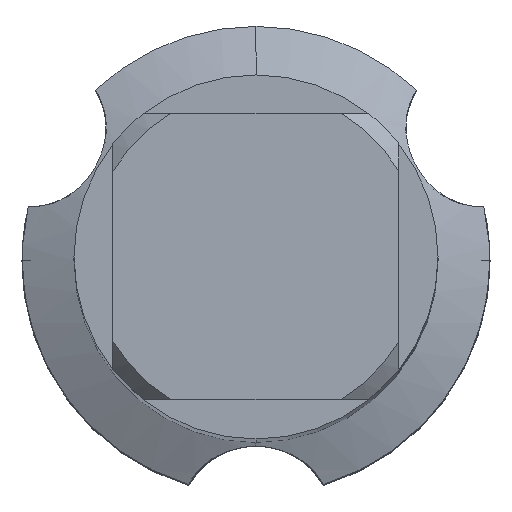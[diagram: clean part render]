
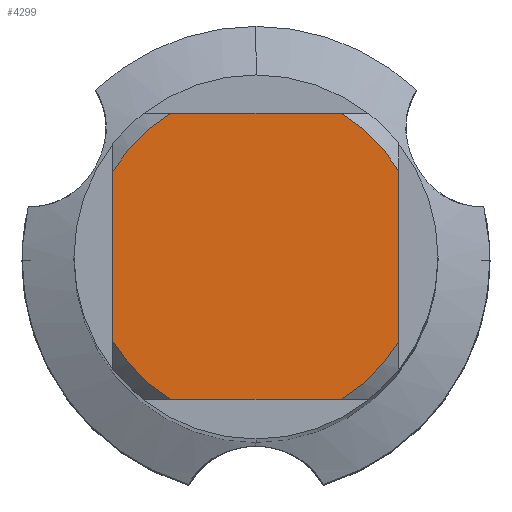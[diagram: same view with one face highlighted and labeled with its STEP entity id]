
A CAD part, top view. The second image highlights one B-rep face of the part: STEP entity #4299.
In plain terms, the highlighted planar face has unit normal (0, 0, 1).
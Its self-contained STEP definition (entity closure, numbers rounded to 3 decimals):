
#1809=VERTEX_POINT('',#5380);
#2001=EDGE_CURVE('',#1809,#3191,#5590,.T.);
#2215=EDGE_CURVE('',#3377,#3395,#5833,.T.);
#2315=EDGE_CURVE('',#1809,#3817,#5942,.T.);
#2853=VERTEX_POINT('',#6521);
#3191=VERTEX_POINT('',#6895);
#3377=VERTEX_POINT('',#7094);
#3385=EDGE_CURVE('',#5081,#3191,#7102,.T.);
#3395=VERTEX_POINT('',#7114);
#3817=VERTEX_POINT('',#7574);
#3995=VERTEX_POINT('',#7764);
#4169=EDGE_CURVE('',#3377,#3817,#7953,.T.);
#4299=ADVANCED_FACE('',(#8094),#8095,.T.);
#4569=EDGE_CURVE('',#5081,#2853,#8390,.T.);
#4921=EDGE_CURVE('',#3995,#2853,#8775,.T.);
#5081=VERTEX_POINT('',#8953);
#5199=EDGE_CURVE('',#3995,#3395,#9081,.T.);
#5380=CARTESIAN_POINT('',(-5.5,3.273,0.0));
#5590=LINE('',#9640,#9641);
#5833=CIRCLE('',#10133,6.4);
#5942=CIRCLE('',#10408,6.4);
#6521=CARTESIAN_POINT('',(3.273,-5.5,0.0));
#6895=CARTESIAN_POINT('',(-5.5,-3.273,0.0));
#7094=CARTESIAN_POINT('',(3.273,5.5,0.0));
#7102=CIRCLE('',#12769,6.4);
#7114=CARTESIAN_POINT('',(5.5,3.273,0.0));
#7574=CARTESIAN_POINT('',(-3.273,5.5,0.0));
#7764=CARTESIAN_POINT('',(5.5,-3.273,0.0));
#7953=LINE('',#14339,#14340);
#8094=FACE_OUTER_BOUND('',#14707,.T.);
#8095=PLANE('',#14708);
#8390=LINE('',#15254,#15255);
#8775=CIRCLE('',#16053,6.4);
#8953=CARTESIAN_POINT('',(-3.273,-5.5,0.0));
#9081=LINE('',#16661,#16662);
#9640=CARTESIAN_POINT('',(-5.5,1.6,0.0));
#9641=VECTOR('',#17230,1.0);
#10133=AXIS2_PLACEMENT_3D('',#17542,#17543,#17544);
#10408=AXIS2_PLACEMENT_3D('',#17652,#17653,#17654);
#12769=AXIS2_PLACEMENT_3D('',#19174,#19175,#19176);
#14339=CARTESIAN_POINT('',(0.0,5.5,0.0));
#14340=VECTOR('',#20021,1.0);
#14707=EDGE_LOOP('',(#20162,#20163,#20164,#20165,#20166,#20167,#20168,#20169));
#14708=AXIS2_PLACEMENT_3D('',#20170,#20171,#20172);
#15254=CARTESIAN_POINT('',(0.0,-5.5,0.0));
#15255=VECTOR('',#20497,1.0);
#16053=AXIS2_PLACEMENT_3D('',#20924,#20925,#20926);
#16661=CARTESIAN_POINT('',(5.5,1.6,0.0));
#16662=VECTOR('',#21260,1.0);
#17230=DIRECTION('',(-0.0,-1.0,0.0));
#17542=CARTESIAN_POINT('',(0.0,0.0,0.0));
#17543=DIRECTION('',(0.0,0.0,-1.0));
#17544=DIRECTION('',(0.0,1.0,0.0));
#17652=CARTESIAN_POINT('',(0.0,0.0,0.0));
#17653=DIRECTION('',(0.0,0.0,-1.0));
#17654=DIRECTION('',(0.0,1.0,0.0));
#19174=CARTESIAN_POINT('',(0.0,0.0,0.0));
#19175=DIRECTION('',(0.0,0.0,-1.0));
#19176=DIRECTION('',(0.0,1.0,0.0));
#20021=DIRECTION('',(-1.0,0.0,0.0));
#20162=ORIENTED_EDGE('',*,*,#2001,.T.);
#20163=ORIENTED_EDGE('',*,*,#3385,.F.);
#20164=ORIENTED_EDGE('',*,*,#4569,.T.);
#20165=ORIENTED_EDGE('',*,*,#4921,.F.);
#20166=ORIENTED_EDGE('',*,*,#5199,.T.);
#20167=ORIENTED_EDGE('',*,*,#2215,.F.);
#20168=ORIENTED_EDGE('',*,*,#4169,.T.);
#20169=ORIENTED_EDGE('',*,*,#2315,.F.);
#20170=CARTESIAN_POINT('',(0.0,3.2,0.0));
#20171=DIRECTION('',(-0.0,0.0,1.0));
#20172=DIRECTION('',(0.0,-1.0,0.0));
#20497=DIRECTION('',(1.0,0.0,0.0));
#20924=CARTESIAN_POINT('',(0.0,0.0,0.0));
#20925=DIRECTION('',(0.0,0.0,-1.0));
#20926=DIRECTION('',(0.0,1.0,0.0));
#21260=DIRECTION('',(-0.0,1.0,0.0));
